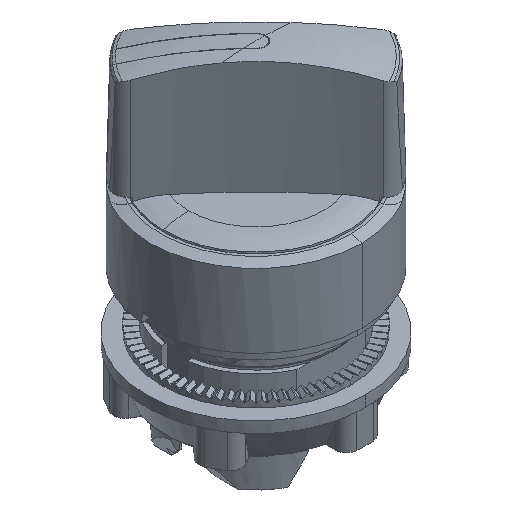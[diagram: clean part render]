
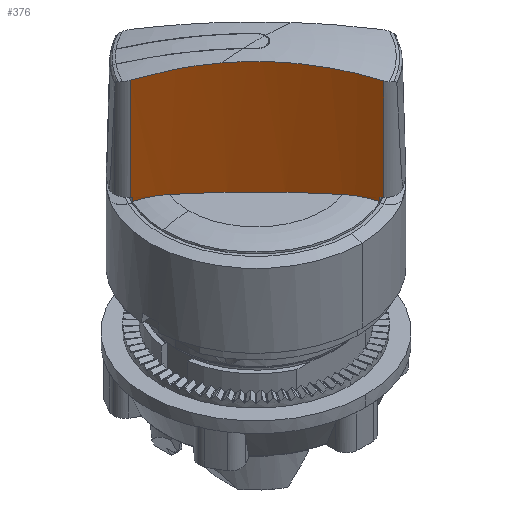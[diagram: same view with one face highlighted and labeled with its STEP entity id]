
A CAD part, isometric view. The second image highlights one B-rep face of the part: STEP entity #376.
In plain terms, the highlighted cylindrical face has radius 77.538 mm (diameter 155.076 mm), a partial arc.
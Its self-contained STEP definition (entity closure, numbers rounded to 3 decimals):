
#376=ADVANCED_FACE('',(#1453),#1454,.F.);
#1453=FACE_OUTER_BOUND('',#2955,.T.);
#1454=CYLINDRICAL_SURFACE('',#2956,77.538);
#2955=EDGE_LOOP('',(#6605,#6606,#6607,#6608,#6609,#6610,#6611,#6612,#6613,#6614,#6615,#6616,#6617,#6618));
#2956=AXIS2_PLACEMENT_3D('',#6619,#6620,#6621);
#6605=ORIENTED_EDGE('',*,*,#10493,.T.);
#6606=ORIENTED_EDGE('',*,*,#11306,.F.);
#6607=ORIENTED_EDGE('',*,*,#11310,.F.);
#6608=ORIENTED_EDGE('',*,*,#11325,.T.);
#6609=ORIENTED_EDGE('',*,*,#11285,.F.);
#6610=ORIENTED_EDGE('',*,*,#10444,.F.);
#6611=ORIENTED_EDGE('',*,*,#11326,.F.);
#6612=ORIENTED_EDGE('',*,*,#11315,.F.);
#6613=ORIENTED_EDGE('',*,*,#11307,.F.);
#6614=ORIENTED_EDGE('',*,*,#11303,.F.);
#6615=ORIENTED_EDGE('',*,*,#11170,.T.);
#6616=ORIENTED_EDGE('',*,*,#10467,.T.);
#6617=ORIENTED_EDGE('',*,*,#11169,.T.);
#6618=ORIENTED_EDGE('',*,*,#11167,.T.);
#6619=CARTESIAN_POINT('',(-57.13,-57.128,14.49));
#6620=DIRECTION('',(0.0,0.0,-1.0));
#6621=DIRECTION('',(1.0,0.0,0.0));
#10444=EDGE_CURVE('',#12672,#12666,#12674,.T.);
#10467=EDGE_CURVE('',#12720,#12718,#12721,.T.);
#10493=EDGE_CURVE('',#12768,#12766,#12769,.T.);
#11167=EDGE_CURVE('',#13878,#12768,#13879,.T.);
#11169=EDGE_CURVE('',#12718,#13878,#13881,.T.);
#11170=EDGE_CURVE('',#13882,#12720,#13883,.T.);
#11285=EDGE_CURVE('',#12666,#14063,#14064,.T.);
#11303=EDGE_CURVE('',#13882,#14089,#14090,.T.);
#11306=EDGE_CURVE('',#14092,#12766,#14094,.T.);
#11307=EDGE_CURVE('',#14089,#14095,#14096,.T.);
#11310=EDGE_CURVE('',#14099,#14092,#14100,.T.);
#11315=EDGE_CURVE('',#14095,#14107,#14108,.T.);
#11325=EDGE_CURVE('',#14099,#14063,#14121,.T.);
#11326=EDGE_CURVE('',#14107,#12672,#14122,.T.);
#12666=VERTEX_POINT('',#16412);
#12672=VERTEX_POINT('',#16425);
#12674=B_SPLINE_CURVE_WITH_KNOTS('',3,(#16432,#16433,#16434,#16435,#16436,#16437),.UNSPECIFIED.,.F.,.F.,(4,2,4),(0.,7.098,8.781),.UNSPECIFIED.);
#12718=VERTEX_POINT('',#16574);
#12720=VERTEX_POINT('',#16576);
#12721=LINE('',#16577,#16578);
#12766=VERTEX_POINT('',#16639);
#12768=VERTEX_POINT('',#16646);
#12769=B_SPLINE_CURVE_WITH_KNOTS('',3,(#16647,#16648,#16649,#16650,#16651,#16652),.UNSPECIFIED.,.F.,.F.,(4,2,4),(3.112,3.156,5.824),.UNSPECIFIED.);
#13878=VERTEX_POINT('',#18376);
#13879=CIRCLE('',#18377,77.538);
#13881=B_SPLINE_CURVE_WITH_KNOTS('',3,(#18379,#18380,#18381,#18382,#18383,#18384),.UNSPECIFIED.,.F.,.F.,(4,2,4),(0.,3.523,3.614),.UNSPECIFIED.);
#13882=VERTEX_POINT('',#18385);
#13883=CIRCLE('',#18386,77.538);
#14063=VERTEX_POINT('',#18850);
#14064=B_SPLINE_CURVE_WITH_KNOTS('',3,(#18851,#18852,#18853,#18854,#18855,#18856,#18857,#18858,#18859,#18860,#18861,#18862,#18863,#18864,#18865,#18866,#18867,#18868,#18869,#18870),.UNSPECIFIED.,.F.,.F.,(4,2,2,2,2,2,2,2,2,4),(8.781,9.751,10.896,11.771,12.598,13.497,14.745,16.289,19.647,24.447),.UNSPECIFIED.);
#14089=VERTEX_POINT('',#18976);
#14090=CIRCLE('',#18977,77.538);
#14092=VERTEX_POINT('',#18979);
#14094=LINE('',#18981,#18982);
#14095=VERTEX_POINT('',#18983);
#14096=LINE('',#18984,#18985);
#14099=VERTEX_POINT('',#18988);
#14100=CIRCLE('',#18989,77.538);
#14107=VERTEX_POINT('',#18996);
#14108=CIRCLE('',#18997,77.538);
#14121=LINE('',#19066,#19067);
#14122=LINE('',#19068,#19069);
#16412=CARTESIAN_POINT('',(-4.704,0.001,30.661));
#16425=CARTESIAN_POINT('',(-11.389,5.481,29.26));
#16432=CARTESIAN_POINT('',(-11.389,5.481,29.26));
#16433=CARTESIAN_POINT('',(-9.538,4.129,29.848));
#16434=CARTESIAN_POINT('',(-7.719,2.674,30.267));
#16435=CARTESIAN_POINT('',(-5.532,0.752,30.573));
#16436=CARTESIAN_POINT('',(-5.116,0.379,30.622));
#16437=CARTESIAN_POINT('',(-4.704,0.001,30.661));
#16574=CARTESIAN_POINT('',(-11.254,5.382,15.13));
#16576=CARTESIAN_POINT('',(-11.254,5.382,14.9));
#16577=CARTESIAN_POINT('',(-11.254,5.382,15.015));
#16578=VECTOR('',#23949,1.0);
#16639=CARTESIAN_POINT('',(5.382,-11.253,15.13));
#16646=CARTESIAN_POINT('',(3.214,-8.438,15.63));
#16647=CARTESIAN_POINT('',(3.214,-8.438,15.63));
#16648=CARTESIAN_POINT('',(3.226,-8.453,15.63));
#16649=CARTESIAN_POINT('',(3.238,-8.468,15.63));
#16650=CARTESIAN_POINT('',(3.996,-9.408,15.633));
#16651=CARTESIAN_POINT('',(4.71,-10.338,15.47));
#16652=CARTESIAN_POINT('',(5.382,-11.253,15.13));
#18376=CARTESIAN_POINT('',(-8.438,3.215,15.63));
#18377=AXIS2_PLACEMENT_3D('',#25103,#25104,#25105);
#18379=CARTESIAN_POINT('',(-11.254,5.382,15.13));
#18380=CARTESIAN_POINT('',(-10.347,4.717,15.467));
#18381=CARTESIAN_POINT('',(-9.426,4.01,15.63));
#18382=CARTESIAN_POINT('',(-8.485,3.253,15.63));
#18383=CARTESIAN_POINT('',(-8.461,3.234,15.63));
#18384=CARTESIAN_POINT('',(-8.438,3.215,15.63));
#18385=CARTESIAN_POINT('',(-11.389,5.481,14.902));
#18386=AXIS2_PLACEMENT_3D('',#25109,#25110,#25111);
#18850=CARTESIAN_POINT('',(5.611,-11.567,29.202));
#18851=CARTESIAN_POINT('',(-4.704,0.001,30.661));
#18852=CARTESIAN_POINT('',(-4.467,-0.217,30.683));
#18853=CARTESIAN_POINT('',(-4.23,-0.437,30.703));
#18854=CARTESIAN_POINT('',(-3.717,-0.919,30.737));
#18855=CARTESIAN_POINT('',(-3.442,-1.183,30.752));
#18856=CARTESIAN_POINT('',(-2.958,-1.651,30.769));
#18857=CARTESIAN_POINT('',(-2.75,-1.855,30.774));
#18858=CARTESIAN_POINT('',(-2.347,-2.255,30.778));
#18859=CARTESIAN_POINT('',(-2.152,-2.45,30.777));
#18860=CARTESIAN_POINT('',(-1.748,-2.859,30.771));
#18861=CARTESIAN_POINT('',(-1.539,-3.074,30.765));
#18862=CARTESIAN_POINT('',(-1.042,-3.588,30.745));
#18863=CARTESIAN_POINT('',(-0.756,-3.89,30.727));
#18864=CARTESIAN_POINT('',(-0.122,-4.569,30.676));
#18865=CARTESIAN_POINT('',(0.225,-4.947,30.639));
#18866=CARTESIAN_POINT('',(1.312,-6.158,30.497));
#18867=CARTESIAN_POINT('',(2.036,-7.001,30.361));
#18868=CARTESIAN_POINT('',(3.743,-9.075,29.936));
#18869=CARTESIAN_POINT('',(4.701,-10.314,29.607));
#18870=CARTESIAN_POINT('',(5.611,-11.567,29.202));
#18976=CARTESIAN_POINT('',(-11.254,5.383,14.904));
#18977=AXIS2_PLACEMENT_3D('',#25300,#25301,#25302);
#18979=CARTESIAN_POINT('',(5.382,-11.253,15.634));
#18981=CARTESIAN_POINT('',(5.382,-11.253,15.269));
#18982=VECTOR('',#25309,1.0);
#18983=CARTESIAN_POINT('',(-11.254,5.383,15.634));
#18984=CARTESIAN_POINT('',(-11.254,5.383,15.269));
#18985=VECTOR('',#25310,1.0);
#18988=CARTESIAN_POINT('',(5.611,-11.567,15.634));
#18989=AXIS2_PLACEMENT_3D('',#25317,#25318,#25319);
#18996=CARTESIAN_POINT('',(-11.389,5.481,15.634));
#18997=AXIS2_PLACEMENT_3D('',#25332,#25333,#25334);
#19066=CARTESIAN_POINT('',(5.611,-11.567,14.49));
#19067=VECTOR('',#25350,1.0);
#19068=CARTESIAN_POINT('',(-11.389,5.481,14.49));
#19069=VECTOR('',#25351,1.0);
#23949=DIRECTION('',(0.,0.,1.0));
#25103=CARTESIAN_POINT('',(-57.13,-57.128,15.63));
#25104=DIRECTION('',(0.,0.,-1.0));
#25105=DIRECTION('',(1.0,0.,0.));
#25109=CARTESIAN_POINT('',(-57.13,-57.128,14.9));
#25110=DIRECTION('',(0.,0.,-1.0));
#25111=DIRECTION('',(1.0,0.,0.));
#25300=CARTESIAN_POINT('',(-57.13,-57.128,14.904));
#25301=DIRECTION('',(0.,0.,-1.0));
#25302=DIRECTION('',(1.0,0.,0.));
#25309=DIRECTION('',(0.,-0.0,-1.0));
#25310=DIRECTION('',(0.,0.0,1.0));
#25317=CARTESIAN_POINT('',(-57.13,-57.128,15.634));
#25318=DIRECTION('',(0.,0.,1.0));
#25319=DIRECTION('',(1.0,0.,0.));
#25332=CARTESIAN_POINT('',(-57.13,-57.128,15.634));
#25333=DIRECTION('',(0.,0.,1.0));
#25334=DIRECTION('',(1.0,0.,0.));
#25350=DIRECTION('',(0.0,0.0,1.0));
#25351=DIRECTION('',(0.0,0.0,1.0));
